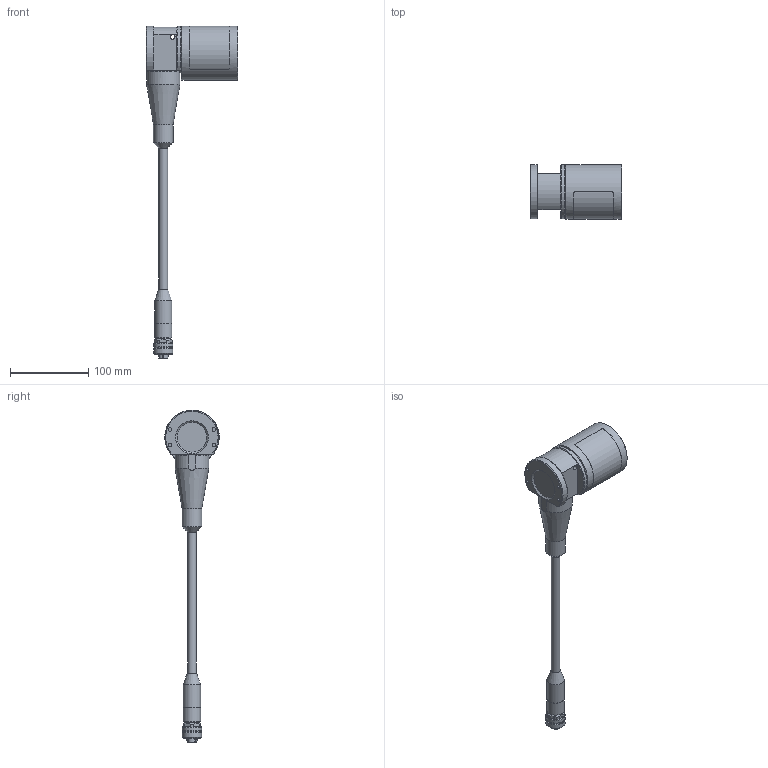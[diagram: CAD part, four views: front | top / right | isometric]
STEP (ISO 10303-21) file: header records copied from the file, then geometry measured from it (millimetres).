
FILE_DESCRIPTION((''),'2;1');
FILE_NAME('8065-121 - MF R OMNI 3D.stp','2010-08-24T16:08:42',('ctd'),(''),'Autodesk Inventor 2011','Autodesk Inventor 2011','');
FILE_SCHEMA(('AUTOMOTIVE_DESIGN { 1 0 10303 214 1 1 1 1 }'));
Length unit declared in the file: millimetre
Products named in the file (1): 8065-121 - MF R OMNI 3D
Bounding box: 117.39 x 69.5 x 423.87 mm (x, y, z)
Volume: 2785.9 mm3; surface area: 81954 mm2
Topology: 1 solids, 2 shells, 190 faces, 473 edges, 304 vertices
Faces by surface type: plane 93, cylinder 53, cone 33, bspline 7, torus 4
Full cylindrical faces by diameter (mm): 2.1 x3, 4.5 x4, 6 x1, 6.35 x1, 8.382 x1, 8.89 x1, 9.5 x1, 11 x1, 12 x1, 13.381 x1, 17.5 x1, 18.5 x1, 19 x1, 20 x1, 22 x2, 23.6 x2, 24.7 x2, 25 x1, 63.5 x1, 69.342 x1
Entity records: 5880 total; most frequent: CARTESIAN_POINT 1392, DIRECTION 878, ORIENTED_EDGE 802, EDGE_CURVE 401, AXIS2_PLACEMENT_3D 351, VERTEX_POINT 286, EDGE_LOOP 283, FACE_OUTER_BOUND 190
